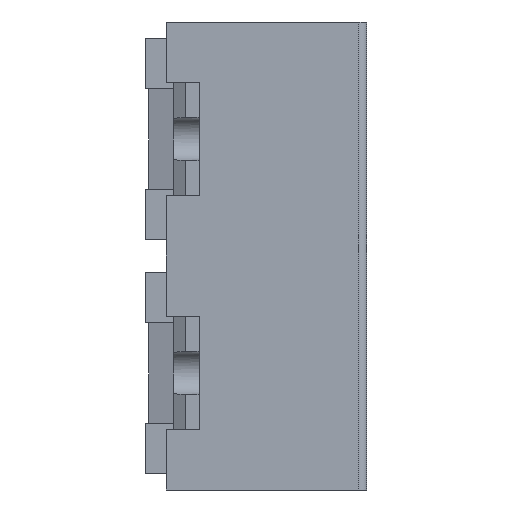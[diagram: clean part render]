
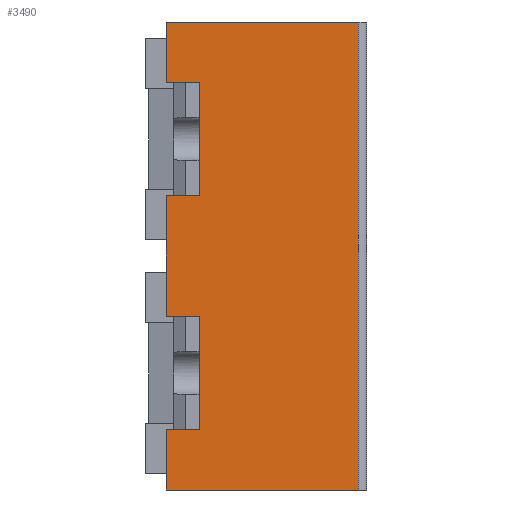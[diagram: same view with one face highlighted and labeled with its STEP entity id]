
A CAD part, left-side view. The second image highlights one B-rep face of the part: STEP entity #3490.
In plain terms, the highlighted planar face has unit normal (-1, 0, 0).
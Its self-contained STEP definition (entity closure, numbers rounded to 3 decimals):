
#5=DIRECTION('',(0.,-1.,0.));
#6=VECTOR('',#5,11.5);
#7=CARTESIAN_POINT('',(-16.775,12.,-140.));
#8=LINE('',#7,#6);
#145=DIRECTION('',(0.,-1.,0.));
#146=VECTOR('',#145,11.5);
#147=CARTESIAN_POINT('',(-16.775,12.,-112.));
#148=LINE('',#147,#146);
#149=DIRECTION('',(0.,0.,1.));
#150=VECTOR('',#149,3.6);
#151=CARTESIAN_POINT('',(-16.775,12.,-140.));
#152=LINE('',#151,#150);
#153=DIRECTION('',(0.,-1.,0.));
#154=VECTOR('',#153,2.);
#155=CARTESIAN_POINT('',(-16.775,12.,-136.4));
#156=LINE('',#155,#154);
#157=DIRECTION('',(0.,0.,1.));
#158=VECTOR('',#157,6.8);
#159=CARTESIAN_POINT('',(-16.775,10.,-136.4));
#160=LINE('',#159,#158);
#161=DIRECTION('',(0.,1.,0.));
#162=VECTOR('',#161,2.);
#163=CARTESIAN_POINT('',(-16.775,10.,-129.6));
#164=LINE('',#163,#162);
#165=DIRECTION('',(0.,0.,1.));
#166=VECTOR('',#165,7.2);
#167=CARTESIAN_POINT('',(-16.775,12.,-129.6));
#168=LINE('',#167,#166);
#169=DIRECTION('',(0.,-1.,0.));
#170=VECTOR('',#169,2.);
#171=CARTESIAN_POINT('',(-16.775,12.,-122.4));
#172=LINE('',#171,#170);
#173=DIRECTION('',(0.,0.,1.));
#174=VECTOR('',#173,6.8);
#175=CARTESIAN_POINT('',(-16.775,10.,-122.4));
#176=LINE('',#175,#174);
#177=DIRECTION('',(0.,1.,0.));
#178=VECTOR('',#177,2.);
#179=CARTESIAN_POINT('',(-16.775,10.,-115.6));
#180=LINE('',#179,#178);
#181=DIRECTION('',(0.,0.,1.));
#182=VECTOR('',#181,3.6);
#183=CARTESIAN_POINT('',(-16.775,12.,-115.6));
#184=LINE('',#183,#182);
#199=DIRECTION('',(0.,0.,-1.));
#200=VECTOR('',#199,28.);
#201=CARTESIAN_POINT('',(-16.775,0.5,-112.));
#202=LINE('',#201,#200);
#2536=CARTESIAN_POINT('',(-16.775,0.5,-140.));
#2538=VERTEX_POINT('',#2536);
#2661=CARTESIAN_POINT('',(-16.775,12.,-140.));
#2662=CARTESIAN_POINT('',(-16.775,12.,-136.4));
#2663=VERTEX_POINT('',#2661);
#2664=VERTEX_POINT('',#2662);
#2670=CARTESIAN_POINT('',(-16.775,10.,-136.4));
#2672=VERTEX_POINT('',#2670);
#3170=CARTESIAN_POINT('',(-16.775,12.,-115.6));
#3172=VERTEX_POINT('',#3170);
#3175=CARTESIAN_POINT('',(-16.775,10.,-115.6));
#3177=VERTEX_POINT('',#3175);
#3178=CARTESIAN_POINT('',(-16.775,12.,-129.6));
#3179=CARTESIAN_POINT('',(-16.775,12.,-122.4));
#3180=VERTEX_POINT('',#3178);
#3181=VERTEX_POINT('',#3179);
#3187=CARTESIAN_POINT('',(-16.775,10.,-122.4));
#3189=VERTEX_POINT('',#3187);
#3191=CARTESIAN_POINT('',(-16.775,10.,-129.6));
#3193=VERTEX_POINT('',#3191);
#3194=CARTESIAN_POINT('',(-16.775,12.,-112.));
#3195=CARTESIAN_POINT('',(-16.775,0.5,-112.));
#3196=VERTEX_POINT('',#3194);
#3197=VERTEX_POINT('',#3195);
#3462=CARTESIAN_POINT('',(-16.775,10.,-140.));
#3463=DIRECTION('',(-1.,0.,0.));
#3464=DIRECTION('',(0.,-1.,0.));
#3465=AXIS2_PLACEMENT_3D('',#3462,#3463,#3464);
#3466=PLANE('',#3465);
#3467=ORIENTED_EDGE('',*,*,#3443,.T.);
#3469=ORIENTED_EDGE('',*,*,#3468,.T.);
#3470=ORIENTED_EDGE('',*,*,#3267,.F.);
#3472=ORIENTED_EDGE('',*,*,#3471,.T.);
#3474=ORIENTED_EDGE('',*,*,#3473,.T.);
#3476=ORIENTED_EDGE('',*,*,#3475,.T.);
#3478=ORIENTED_EDGE('',*,*,#3477,.T.);
#3480=ORIENTED_EDGE('',*,*,#3479,.T.);
#3482=ORIENTED_EDGE('',*,*,#3481,.T.);
#3484=ORIENTED_EDGE('',*,*,#3483,.T.);
#3486=ORIENTED_EDGE('',*,*,#3485,.T.);
#3487=ORIENTED_EDGE('',*,*,#3454,.T.);
#3488=EDGE_LOOP('',(#3467,#3469,#3470,#3472,#3474,#3476,#3478,#3480,#3482,#3484,
#3486,#3487));
#3489=FACE_OUTER_BOUND('',#3488,.F.);
#3490=ADVANCED_FACE('',(#3489),#3466,.T.);
#3267=EDGE_CURVE('',#2663,#2538,#8,.T.);
#3443=EDGE_CURVE('',#3196,#3197,#148,.T.);
#3454=EDGE_CURVE('',#3172,#3196,#184,.T.);
#3468=EDGE_CURVE('',#3197,#2538,#202,.T.);
#3471=EDGE_CURVE('',#2663,#2664,#152,.T.);
#3473=EDGE_CURVE('',#2664,#2672,#156,.T.);
#3475=EDGE_CURVE('',#2672,#3193,#160,.T.);
#3477=EDGE_CURVE('',#3193,#3180,#164,.T.);
#3479=EDGE_CURVE('',#3180,#3181,#168,.T.);
#3481=EDGE_CURVE('',#3181,#3189,#172,.T.);
#3483=EDGE_CURVE('',#3189,#3177,#176,.T.);
#3485=EDGE_CURVE('',#3177,#3172,#180,.T.);
